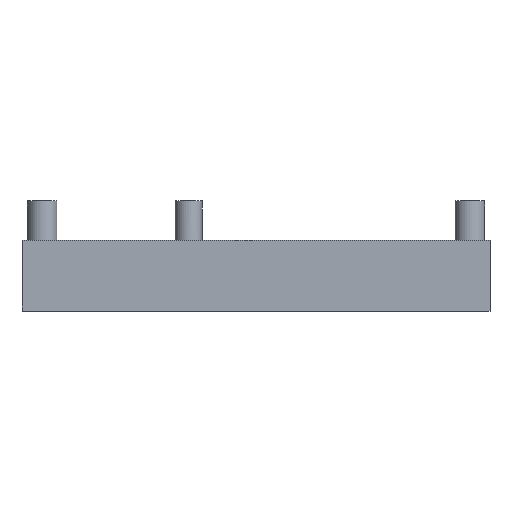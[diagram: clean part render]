
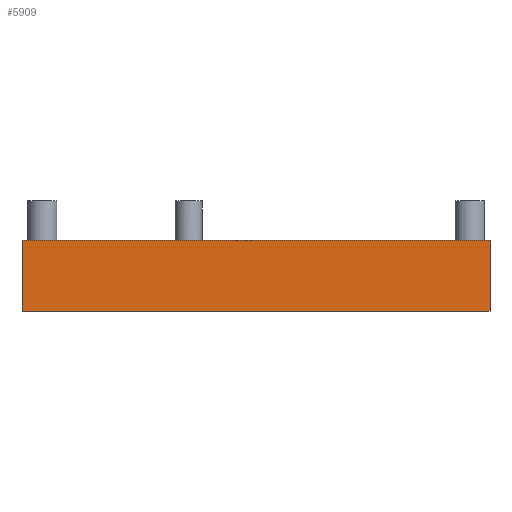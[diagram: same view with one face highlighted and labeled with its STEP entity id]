
A CAD part, front view. The second image highlights one B-rep face of the part: STEP entity #5909.
In plain terms, the highlighted planar face has unit normal (0, -1, 0).
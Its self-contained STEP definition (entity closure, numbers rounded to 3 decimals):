
#79=DIRECTION('',(-1.,0.,0.));
#80=VECTOR('',#79,139.);
#81=CARTESIAN_POINT('',(69.5,-68.5,-22.2));
#82=LINE('',#81,#80);
#318=DIRECTION('',(-1.,0.,0.));
#319=VECTOR('',#318,139.);
#320=CARTESIAN_POINT('',(69.5,-68.5,-43.2));
#321=LINE('',#320,#319);
#1821=DIRECTION('',(0.,0.,-1.));
#1822=VECTOR('',#1821,21.);
#1823=CARTESIAN_POINT('',(69.5,-68.5,-22.2));
#1824=LINE('',#1823,#1822);
#1829=DIRECTION('',(0.,0.,-1.));
#1830=VECTOR('',#1829,21.);
#1831=CARTESIAN_POINT('',(-69.5,-68.5,-22.2));
#1832=LINE('',#1831,#1830);
#2861=CARTESIAN_POINT('',(69.5,-68.5,-22.2));
#2862=CARTESIAN_POINT('',(-69.5,-68.5,-22.2));
#2863=VERTEX_POINT('',#2861);
#2864=VERTEX_POINT('',#2862);
#2865=CARTESIAN_POINT('',(69.5,-68.5,-43.2));
#2866=CARTESIAN_POINT('',(-69.5,-68.5,-43.2));
#2867=VERTEX_POINT('',#2865);
#2868=VERTEX_POINT('',#2866);
#5897=CARTESIAN_POINT('',(69.5,-68.5,-22.2));
#5898=DIRECTION('',(0.,-1.,0.));
#5899=DIRECTION('',(-1.,0.,0.));
#5900=AXIS2_PLACEMENT_3D('',#5897,#5898,#5899);
#5901=PLANE('',#5900);
#5902=ORIENTED_EDGE('',*,*,#3768,.F.);
#5903=ORIENTED_EDGE('',*,*,#5872,.T.);
#5904=ORIENTED_EDGE('',*,*,#3978,.T.);
#5906=ORIENTED_EDGE('',*,*,#5905,.F.);
#5907=EDGE_LOOP('',(#5902,#5903,#5904,#5906));
#5908=FACE_OUTER_BOUND('',#5907,.F.);
#5909=ADVANCED_FACE('',(#5908),#5901,.T.);
#3768=EDGE_CURVE('',#2863,#2864,#82,.T.);
#3978=EDGE_CURVE('',#2867,#2868,#321,.T.);
#5872=EDGE_CURVE('',#2863,#2867,#1824,.T.);
#5905=EDGE_CURVE('',#2864,#2868,#1832,.T.);
